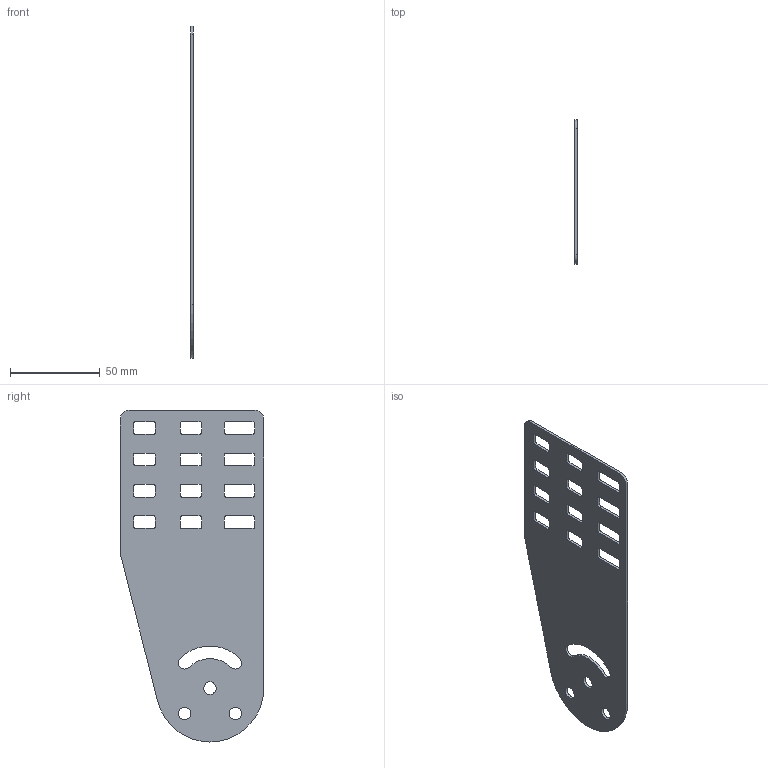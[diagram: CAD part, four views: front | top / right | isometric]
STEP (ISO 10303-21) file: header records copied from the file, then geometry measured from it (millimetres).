
FILE_DESCRIPTION (( 'STEP AP203' ), '1' );
FILE_NAME ('CLM51D-PSH-100 Ïëàñòèíà øàðíèðíàÿ h=100ìì IEK.STEP', '2023-05-31T11:02:01', ( '' ), ( '' ), 'SwSTEP 2.0', 'SolidWorks 2022', '' );
FILE_SCHEMA (( 'CONFIG_CONTROL_DESIGN' ));
Length unit declared in the file: millimetre
Products named in the file (1): CLM51D-PSH-100 Пластина шарнирная h=100мм IEK
Bounding box: 1.5 x 80 x 185 mm (x, y, z)
Volume: 17369.3 mm3; surface area: 24822.1 mm2
Topology: 1 solids, 1 shells, 118 faces, 348 edges, 232 vertices
Faces by surface type: cylinder 64, plane 54
Entity records: 4121 total; most frequent: DIRECTION 714, CARTESIAN_POINT 699, ORIENTED_EDGE 696, EDGE_CURVE 348, AXIS2_PLACEMENT_3D 247, VERTEX_POINT 232, VECTOR 220, LINE 220
